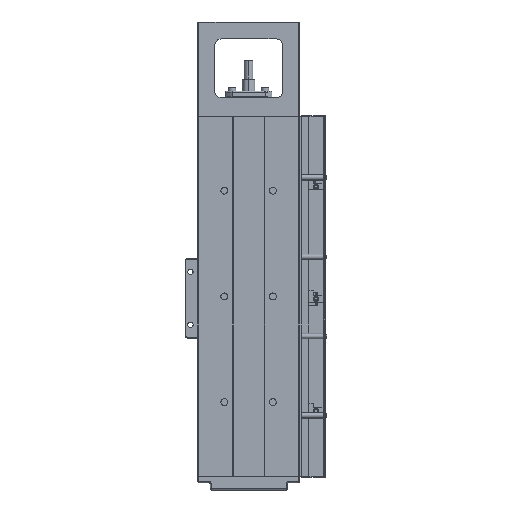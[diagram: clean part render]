
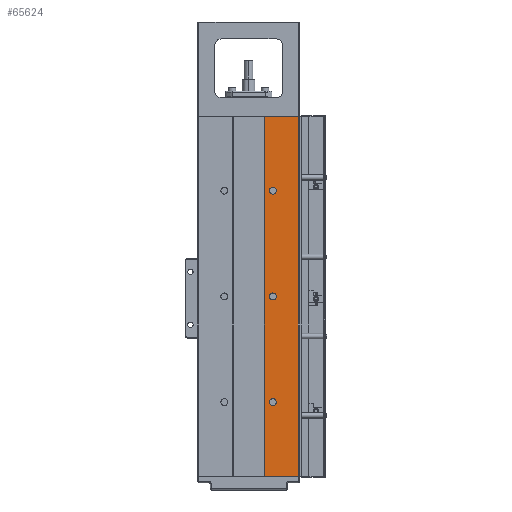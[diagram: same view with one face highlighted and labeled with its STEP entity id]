
A CAD part, front view. The second image highlights one B-rep face of the part: STEP entity #65624.
In plain terms, the highlighted planar face has unit normal (0, -1, 0).
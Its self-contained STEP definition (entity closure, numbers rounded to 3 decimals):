
#302 = LINE ( 'NONE', #25544, #52291 ) ;
#2007 = FACE_BOUND ( 'NONE', #54788, .T. ) ;
#2410 = DIRECTION ( 'NONE',  ( 0., 1., 0. ) ) ;
#2508 = CARTESIAN_POINT ( 'NONE',  ( 40.552, 63.618, -36.653 ) ) ;
#4254 = LINE ( 'NONE', #12056, #44144 ) ;
#4551 = LINE ( 'NONE', #10670, #58215 ) ;
#5423 = ORIENTED_EDGE ( 'NONE', *, *, #43716, .T. ) ;
#5439 = DIRECTION ( 'NONE',  ( 1., 0., 0. ) ) ;
#6110 = AXIS2_PLACEMENT_3D ( 'NONE', #23934, #60317, #29191 ) ;
#6198 = CARTESIAN_POINT ( 'NONE',  ( 48.552, 63.618, 33.347 ) ) ;
#6742 = CIRCLE ( 'NONE', #25070, 3.3 ) ;
#7706 = CARTESIAN_POINT ( 'NONE',  ( 48.552, 63.618, 230.047 ) ) ;
#8045 = CIRCLE ( 'NONE', #6110, 3.3 ) ;
#10670 = CARTESIAN_POINT ( 'NONE',  ( -22.448, 63.618, 303.347 ) ) ;
#10673 = AXIS2_PLACEMENT_3D ( 'NONE', #33522, #2410, #38777 ) ;
#11418 = DIRECTION ( 'NONE',  ( 0., 0., 1. ) ) ;
#12056 = CARTESIAN_POINT ( 'NONE',  ( 40.552, 63.618, -36.653 ) ) ;
#12622 = EDGE_CURVE ( 'NONE', #36722, #50982, #50478, .T. ) ;
#12980 = AXIS2_PLACEMENT_3D ( 'NONE', #14931, #51264, #20114 ) ;
#14080 = CARTESIAN_POINT ( 'NONE',  ( 72.552, 63.618, 303.347 ) ) ;
#14931 = CARTESIAN_POINT ( 'NONE',  ( 48.552, 63.618, 233.347 ) ) ;
#15337 = CARTESIAN_POINT ( 'NONE',  ( 48.552, 63.618, 33.347 ) ) ;
#15554 = CARTESIAN_POINT ( 'NONE',  ( 48.552, 63.618, 136.647 ) ) ;
#16678 = EDGE_CURVE ( 'NONE', #59182, #59520, #4551, .T. ) ;
#17394 = EDGE_LOOP ( 'NONE', ( #53875, #63012 ) ) ;
#19255 = DIRECTION ( 'NONE',  ( 0., 0., 1. ) ) ;
#19810 = CIRCLE ( 'NONE', #10673, 3.3 ) ;
#20114 = DIRECTION ( 'NONE',  ( 0., 0., 1. ) ) ;
#20120 = CARTESIAN_POINT ( 'NONE',  ( -22.448, 63.618, 303.347 ) ) ;
#20539 = DIRECTION ( 'NONE',  ( 0., 0., 1. ) ) ;
#21560 = AXIS2_PLACEMENT_3D ( 'NONE', #20120, #30605, #66947 ) ;
#21863 = CARTESIAN_POINT ( 'NONE',  ( 48.552, 63.618, 133.347 ) ) ;
#22232 = ORIENTED_EDGE ( 'NONE', *, *, #54588, .T. ) ;
#22589 = EDGE_LOOP ( 'NONE', ( #5423, #37510 ) ) ;
#23902 = LINE ( 'NONE', #14080, #36199 ) ;
#23934 = CARTESIAN_POINT ( 'NONE',  ( 48.552, 63.618, 133.347 ) ) ;
#25070 = AXIS2_PLACEMENT_3D ( 'NONE', #6198, #42571, #11418 ) ;
#25356 = PLANE ( 'NONE',  #21560 ) ;
#25544 = CARTESIAN_POINT ( 'NONE',  ( -22.448, 63.618, -36.653 ) ) ;
#25743 = EDGE_CURVE ( 'NONE', #62770, #61455, #66852, .T. ) ;
#26331 = FACE_BOUND ( 'NONE', #17394, .T. ) ;
#27090 = DIRECTION ( 'NONE',  ( 0., 0., 1. ) ) ;
#29191 = DIRECTION ( 'NONE',  ( 0., 0., 1. ) ) ;
#30605 = DIRECTION ( 'NONE',  ( 0., 1., 0. ) ) ;
#31884 = ORIENTED_EDGE ( 'NONE', *, *, #16678, .F. ) ;
#32541 = VERTEX_POINT ( 'NONE', #37715 ) ;
#33505 = CIRCLE ( 'NONE', #12980, 3.3 ) ;
#33522 = CARTESIAN_POINT ( 'NONE',  ( 48.552, 63.618, 233.347 ) ) ;
#35048 = ORIENTED_EDGE ( 'NONE', *, *, #59105, .F. ) ;
#35613 = VERTEX_POINT ( 'NONE', #38668 ) ;
#36199 = VECTOR ( 'NONE', #19255, 1000. ) ;
#36722 = VERTEX_POINT ( 'NONE', #37994 ) ;
#37510 = ORIENTED_EDGE ( 'NONE', *, *, #46105, .T. ) ;
#37715 = CARTESIAN_POINT ( 'NONE',  ( 48.552, 63.618, 236.647 ) ) ;
#37994 = CARTESIAN_POINT ( 'NONE',  ( 48.552, 63.618, 30.047 ) ) ;
#38668 = CARTESIAN_POINT ( 'NONE',  ( 72.552, 63.618, -36.653 ) ) ;
#38777 = DIRECTION ( 'NONE',  ( 0., 0., 1. ) ) ;
#40758 = CARTESIAN_POINT ( 'NONE',  ( 48.552, 63.618, 130.047 ) ) ;
#42571 = DIRECTION ( 'NONE',  ( 0., 1., 0. ) ) ;
#42918 = AXIS2_PLACEMENT_3D ( 'NONE', #21863, #58257, #27090 ) ;
#43220 = DIRECTION ( 'NONE',  ( 0., 0., 1. ) ) ;
#43716 = EDGE_CURVE ( 'NONE', #32541, #45854, #19810, .T. ) ;
#44121 = CARTESIAN_POINT ( 'NONE',  ( 40.552, 63.618, 303.347 ) ) ;
#44144 = VECTOR ( 'NONE', #43220, 1000. ) ;
#45854 = VERTEX_POINT ( 'NONE', #7706 ) ;
#46105 = EDGE_CURVE ( 'NONE', #45854, #32541, #33505, .T. ) ;
#47247 = VERTEX_POINT ( 'NONE', #2508 ) ;
#47436 = CARTESIAN_POINT ( 'NONE',  ( 72.552, 63.618, 303.347 ) ) ;
#47842 = EDGE_CURVE ( 'NONE', #61455, #62770, #8045, .T. ) ;
#50478 = CIRCLE ( 'NONE', #66647, 3.3 ) ;
#50982 = VERTEX_POINT ( 'NONE', #65842 ) ;
#51264 = DIRECTION ( 'NONE',  ( 0., 1., 0. ) ) ;
#51680 = DIRECTION ( 'NONE',  ( 0., 1., 0. ) ) ;
#52291 = VECTOR ( 'NONE', #56891, 1000. ) ;
#52372 = FACE_BOUND ( 'NONE', #22589, .T. ) ;
#53875 = ORIENTED_EDGE ( 'NONE', *, *, #47842, .T. ) ;
#54009 = FACE_OUTER_BOUND ( 'NONE', #55696, .T. ) ;
#54588 = EDGE_CURVE ( 'NONE', #50982, #36722, #6742, .T. ) ;
#54788 = EDGE_LOOP ( 'NONE', ( #22232, #63276 ) ) ;
#55696 = EDGE_LOOP ( 'NONE', ( #31884, #35048, #61695, #60174 ) ) ;
#56891 = DIRECTION ( 'NONE',  ( 1., 0., 0. ) ) ;
#57687 = EDGE_CURVE ( 'NONE', #35613, #59520, #23902, .T. ) ;
#58215 = VECTOR ( 'NONE', #5439, 1000. ) ;
#58257 = DIRECTION ( 'NONE',  ( 0., 1., 0. ) ) ;
#58398 = EDGE_CURVE ( 'NONE', #47247, #35613, #302, .T. ) ;
#59105 = EDGE_CURVE ( 'NONE', #47247, #59182, #4254, .T. ) ;
#59182 = VERTEX_POINT ( 'NONE', #44121 ) ;
#59520 = VERTEX_POINT ( 'NONE', #47436 ) ;
#60174 = ORIENTED_EDGE ( 'NONE', *, *, #57687, .T. ) ;
#60317 = DIRECTION ( 'NONE',  ( 0., 1., 0. ) ) ;
#61455 = VERTEX_POINT ( 'NONE', #15554 ) ;
#61695 = ORIENTED_EDGE ( 'NONE', *, *, #58398, .T. ) ;
#62770 = VERTEX_POINT ( 'NONE', #40758 ) ;
#63012 = ORIENTED_EDGE ( 'NONE', *, *, #25743, .T. ) ;
#63276 = ORIENTED_EDGE ( 'NONE', *, *, #12622, .T. ) ;
#65624 = ADVANCED_FACE ( 'NONE', ( #2007, #26331, #52372, #54009 ), #25356, .F. ) ;
#65842 = CARTESIAN_POINT ( 'NONE',  ( 48.552, 63.618, 36.647 ) ) ;
#66647 = AXIS2_PLACEMENT_3D ( 'NONE', #15337, #51680, #20539 ) ;
#66852 = CIRCLE ( 'NONE', #42918, 3.3 ) ;
#66947 = DIRECTION ( 'NONE',  ( 0., 0., 1. ) ) ;
